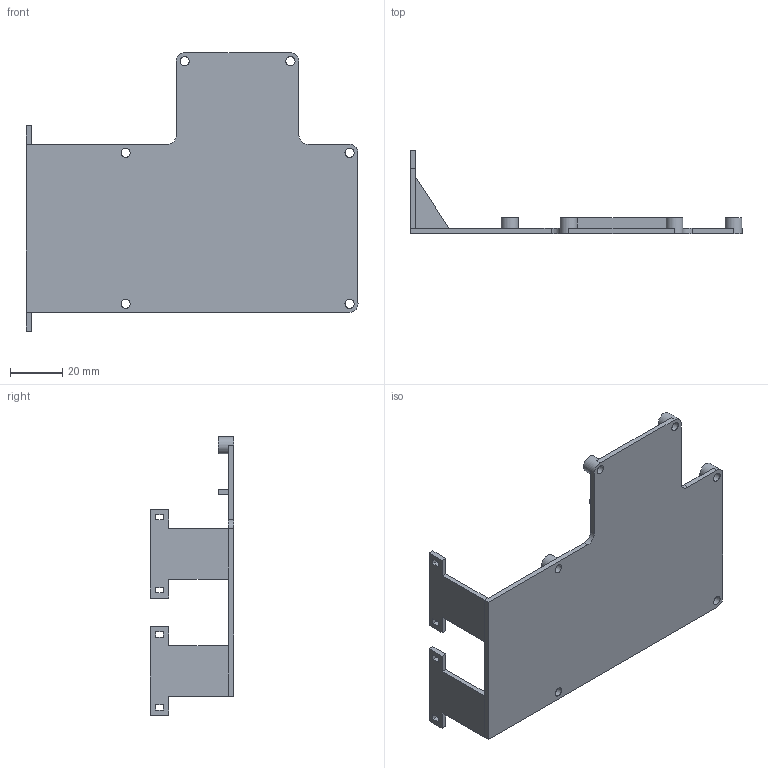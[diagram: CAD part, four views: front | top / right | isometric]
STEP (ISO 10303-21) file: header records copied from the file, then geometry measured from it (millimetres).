
FILE_DESCRIPTION(/* description */ (''),/* implementation_level */ '2;1');
FILE_NAME(/* name */ 'electronics_support_jetson v5.step',/* time_stamp */ '2021-11-28T17:24:05+01:00',/* author */ (''),/* organization */ (''),/* preprocessor_version */ 'ST-DEVELOPER v18.1',/* originating_system */ 'Autodesk Translation Framework v10.10.0.1391',/* authorisation */ '');
FILE_SCHEMA (('AUTOMOTIVE_DESIGN { 1 0 10303 214 3 1 1 }'));
Length unit declared in the file: millimetre
Products named in the file (2): electronics_support_jetson; counter_click_support
Assembly tree (2 placements, depth 2):
  electronics_support_jetson
    counter_click_support  x2
Bounding box: 127.5 x 32 x 106.94 mm (x, y, z)
Volume: 26965.2 mm3; surface area: 29252.2 mm2
Topology: 3 solids, 3 shells, 115 faces, 317 edges, 209 vertices
Faces by surface type: plane 101, cylinder 14
Full cylindrical faces by diameter (mm): 3.5 x6, 6.5 x5
Entity records: 3059 total; most frequent: CARTESIAN_POINT 527, ORIENTED_EDGE 518, DIRECTION 489, EDGE_CURVE 259, LINE 223, VECTOR 223, VERTEX_POINT 171, AXIS2_PLACEMENT_3D 133
